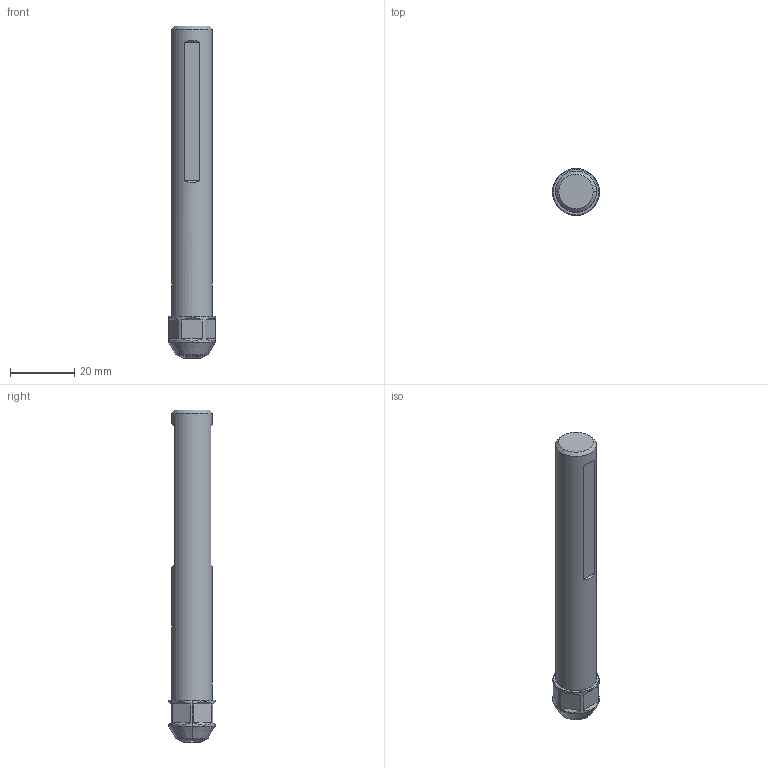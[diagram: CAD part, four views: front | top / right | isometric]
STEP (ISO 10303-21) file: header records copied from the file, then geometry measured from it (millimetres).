
FILE_DESCRIPTION(/* description */ (''),/* implementation_level */ '2;1');
FILE_NAME(/* name */ '1587009801342.stp',/* time_stamp */ '2020-04-16T09:33:58+05:00',/* author */ (''),/* organization */ ('SMS'),/* preprocessor_version */ 'ST-DEVELOPER v16.7',/* originating_system */ 'SIEMENS PLM Software NX 12.0',/* authorisation */ '');
FILE_SCHEMA (('AUTOMOTIVE_DESIGN { 1 0 10303 214 3 1 1 1 }'));
Length unit declared in the file: millimetre
Products named in the file (1): 202211858mod000_00
Bounding box: 14.5 x 14.5 x 103 mm (x, y, z)
Volume: 12454.4 mm3; surface area: 5155.6 mm2
Topology: 1 solids, 2 shells, 123 faces, 358 edges, 239 vertices
Faces by surface type: plane 60, cylinder 26, cone 22, torus 10, bspline 5
Full cylindrical faces by diameter (mm): 4.016 x1, 12.694 x1
Entity records: 5730 total; most frequent: CARTESIAN_POINT 2294, ORIENTED_EDGE 754, DIRECTION 648, EDGE_CURVE 377, VERTEX_POINT 277, AXIS2_PLACEMENT_3D 234, LINE 180, VECTOR 180
